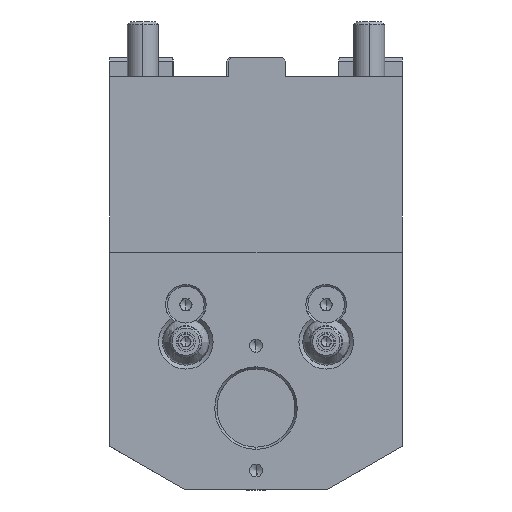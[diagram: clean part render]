
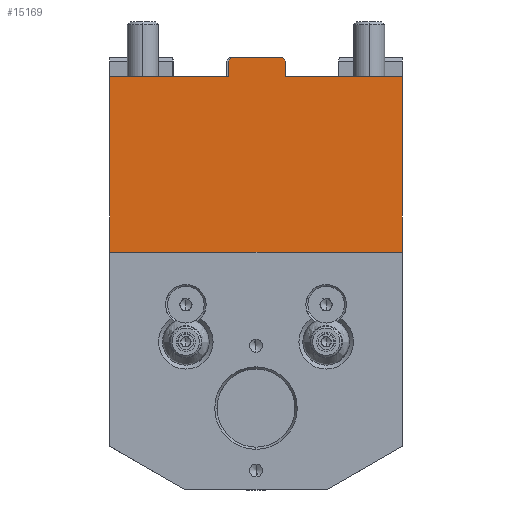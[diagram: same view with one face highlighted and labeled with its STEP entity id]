
A CAD part, left-side view. The second image highlights one B-rep face of the part: STEP entity #15169.
In plain terms, the highlighted planar face has unit normal (-1, 0, 0).
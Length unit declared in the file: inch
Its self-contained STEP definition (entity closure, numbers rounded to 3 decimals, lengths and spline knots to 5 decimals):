
#33 = CARTESIAN_POINT ( 'NONE',  ( -1.5748, -1.9685, -1.77165 ) ) ;
#344 = VERTEX_POINT ( 'NONE', #899 ) ;
#376 = VECTOR ( 'NONE', #6085, 39.37008 ) ;
#451 = EDGE_LOOP ( 'NONE', ( #21322, #17788, #9364, #10429, #15664, #4222, #23813, #8814, #17802, #21111 ) ) ;
#458 = VECTOR ( 'NONE', #7647, 39.37008 ) ;
#605 = DIRECTION ( 'NONE',  ( 0., 0., -1. ) ) ;
#696 = CARTESIAN_POINT ( 'NONE',  ( -1.5748, -1.9685, 0.19685 ) ) ;
#899 = CARTESIAN_POINT ( 'NONE',  ( -1.5748, -0.29508, 0. ) ) ;
#1327 = VECTOR ( 'NONE', #24507, 39.37008 ) ;
#1851 = CARTESIAN_POINT ( 'NONE',  ( -1.5748, 1.47638, 0. ) ) ;
#2064 = VECTOR ( 'NONE', #12806, 39.37008 ) ;
#2114 = EDGE_CURVE ( 'NONE', #9507, #8988, #19436, .T. ) ;
#2860 = DIRECTION ( 'NONE',  ( 0., -1., 0. ) ) ;
#2983 = VERTEX_POINT ( 'NONE', #6189 ) ;
#3349 = EDGE_CURVE ( 'NONE', #17015, #12366, #18847, .T. ) ;
#3705 = CARTESIAN_POINT ( 'NONE',  ( -1.5748, -1.9685, 0.19685 ) ) ;
#3765 = CARTESIAN_POINT ( 'NONE',  ( -1.5748, 1.47638, 0. ) ) ;
#3775 = CARTESIAN_POINT ( 'NONE',  ( -1.5748, -0.28371, 0.17717 ) ) ;
#3781 = CARTESIAN_POINT ( 'NONE',  ( -1.5748, -1.47638, -1.77165 ) ) ;
#4078 = CARTESIAN_POINT ( 'NONE',  ( -1.5748, 0.27559, 0.19685 ) ) ;
#4222 = ORIENTED_EDGE ( 'NONE', *, *, #6820, .F. ) ;
#5043 = VECTOR ( 'NONE', #8114, 39.37008 ) ;
#5650 = VECTOR ( 'NONE', #2860, 39.37008 ) ;
#6085 = DIRECTION ( 'NONE',  ( 0., 0., 1. ) ) ;
#6183 = VECTOR ( 'NONE', #10702, 39.37008 ) ;
#6189 = CARTESIAN_POINT ( 'NONE',  ( -1.5748, 0.27559, 0.15748 ) ) ;
#6703 = DIRECTION ( 'NONE',  ( 0., -0.5, 0.866 ) ) ;
#6820 = EDGE_CURVE ( 'NONE', #22052, #20916, #22634, .T. ) ;
#7040 = LINE ( 'NONE', #696, #2064 ) ;
#7647 = DIRECTION ( 'NONE',  ( 0., -0.5, -0.866 ) ) ;
#7825 = PLANE ( 'NONE',  #23321 ) ;
#7997 = LINE ( 'NONE', #8122, #13945 ) ;
#8114 = DIRECTION ( 'NONE',  ( 0., 0., -1. ) ) ;
#8122 = CARTESIAN_POINT ( 'NONE',  ( -1.5748, -0.29508, 0.19685 ) ) ;
#8814 = ORIENTED_EDGE ( 'NONE', *, *, #3349, .F. ) ;
#8988 = VERTEX_POINT ( 'NONE', #22565 ) ;
#9105 = EDGE_CURVE ( 'NONE', #12408, #17015, #11876, .T. ) ;
#9114 = CARTESIAN_POINT ( 'NONE',  ( -1.5748, -1.47638, 0. ) ) ;
#9363 = CARTESIAN_POINT ( 'NONE',  ( -1.5748, 1.47638, -1.77165 ) ) ;
#9364 = ORIENTED_EDGE ( 'NONE', *, *, #21283, .F. ) ;
#9507 = VERTEX_POINT ( 'NONE', #21156 ) ;
#9580 = FACE_OUTER_BOUND ( 'NONE', #451, .T. ) ;
#10358 = LINE ( 'NONE', #18019, #5650 ) ;
#10429 = ORIENTED_EDGE ( 'NONE', *, *, #18689, .F. ) ;
#10702 = DIRECTION ( 'NONE',  ( 0., -1., 0. ) ) ;
#11462 = LINE ( 'NONE', #4078, #18901 ) ;
#11876 = LINE ( 'NONE', #23065, #5043 ) ;
#12252 = EDGE_CURVE ( 'NONE', #8988, #344, #7997, .T. ) ;
#12366 = VERTEX_POINT ( 'NONE', #9363 ) ;
#12408 = VERTEX_POINT ( 'NONE', #9114 ) ;
#12516 = EDGE_CURVE ( 'NONE', #12366, #22052, #17010, .T. ) ;
#12806 = DIRECTION ( 'NONE',  ( 0., -1., 0. ) ) ;
#13099 = CARTESIAN_POINT ( 'NONE',  ( -1.5748, 0.25286, 0.19685 ) ) ;
#13913 = VECTOR ( 'NONE', #6703, 39.37008 ) ;
#13945 = VECTOR ( 'NONE', #605, 39.37008 ) ;
#14596 = LINE ( 'NONE', #16232, #13913 ) ;
#14956 = CARTESIAN_POINT ( 'NONE',  ( -1.5748, -1.9685, 0. ) ) ;
#15094 = VERTEX_POINT ( 'NONE', #13099 ) ;
#15169 = ADVANCED_FACE ( 'NONE', ( #9580 ), #7825, .F. ) ;
#15664 = ORIENTED_EDGE ( 'NONE', *, *, #23860, .F. ) ;
#16232 = CARTESIAN_POINT ( 'NONE',  ( -1.5748, 0.26423, 0.17717 ) ) ;
#17010 = LINE ( 'NONE', #1851, #376 ) ;
#17015 = VERTEX_POINT ( 'NONE', #3781 ) ;
#17788 = ORIENTED_EDGE ( 'NONE', *, *, #2114, .F. ) ;
#17802 = ORIENTED_EDGE ( 'NONE', *, *, #9105, .F. ) ;
#18019 = CARTESIAN_POINT ( 'NONE',  ( -1.5748, -1.9685, 0. ) ) ;
#18689 = EDGE_CURVE ( 'NONE', #2983, #15094, #14596, .T. ) ;
#18847 = LINE ( 'NONE', #33, #1327 ) ;
#18901 = VECTOR ( 'NONE', #19128, 39.37008 ) ;
#19128 = DIRECTION ( 'NONE',  ( 0., 0., 1. ) ) ;
#19436 = LINE ( 'NONE', #3775, #458 ) ;
#20168 = CARTESIAN_POINT ( 'NONE',  ( -1.5748, 0.27559, 0. ) ) ;
#20916 = VERTEX_POINT ( 'NONE', #20168 ) ;
#20949 = EDGE_CURVE ( 'NONE', #344, #12408, #10358, .T. ) ;
#21111 = ORIENTED_EDGE ( 'NONE', *, *, #20949, .F. ) ;
#21137 = DIRECTION ( 'NONE',  ( 1., 0., 0. ) ) ;
#21156 = CARTESIAN_POINT ( 'NONE',  ( -1.5748, -0.27235, 0.19685 ) ) ;
#21283 = EDGE_CURVE ( 'NONE', #15094, #9507, #7040, .T. ) ;
#21322 = ORIENTED_EDGE ( 'NONE', *, *, #12252, .F. ) ;
#22052 = VERTEX_POINT ( 'NONE', #3765 ) ;
#22565 = CARTESIAN_POINT ( 'NONE',  ( -1.5748, -0.29508, 0.15748 ) ) ;
#22634 = LINE ( 'NONE', #14956, #6183 ) ;
#23065 = CARTESIAN_POINT ( 'NONE',  ( -1.5748, -1.47638, 0.19685 ) ) ;
#23321 = AXIS2_PLACEMENT_3D ( 'NONE', #3705, #21137, #24777 ) ;
#23813 = ORIENTED_EDGE ( 'NONE', *, *, #12516, .F. ) ;
#23860 = EDGE_CURVE ( 'NONE', #20916, #2983, #11462, .T. ) ;
#24507 = DIRECTION ( 'NONE',  ( 0., 1., 0. ) ) ;
#24777 = DIRECTION ( 'NONE',  ( 0., 0., -1. ) ) ;
